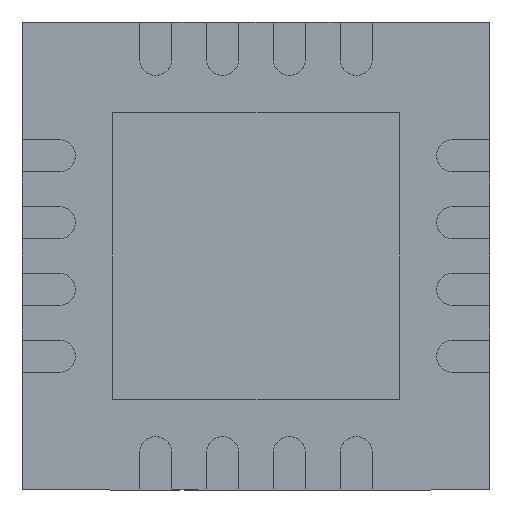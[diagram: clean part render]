
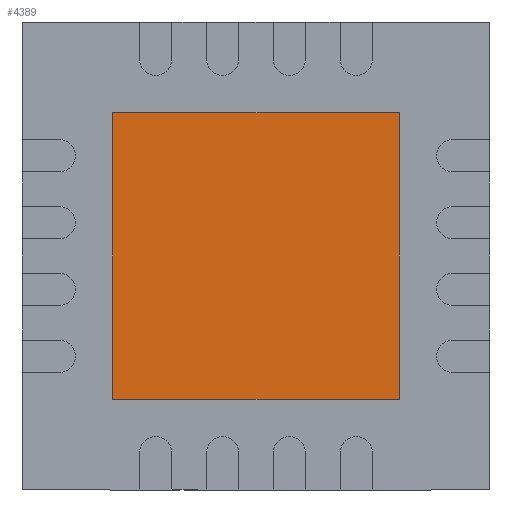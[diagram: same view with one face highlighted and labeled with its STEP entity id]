
A CAD part, front view. The second image highlights one B-rep face of the part: STEP entity #4389.
In plain terms, the highlighted planar face has unit normal (0, -1, 0).
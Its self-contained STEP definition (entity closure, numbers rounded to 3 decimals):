
#7 = EDGE_CURVE ( 'NONE', #4244, #5607, #1540, .T. ) ;
#16 = PLANE ( 'NONE',  #2598 ) ;
#87 = VECTOR ( 'NONE', #2023, 1000. ) ;
#115 = DIRECTION ( 'NONE',  ( 0., 0., -1. ) ) ;
#317 = LINE ( 'NONE', #3429, #2732 ) ;
#507 = CARTESIAN_POINT ( 'NONE',  ( 0., 0., 0. ) ) ;
#529 = FACE_OUTER_BOUND ( 'NONE', #2335, .T. ) ;
#656 = DIRECTION ( 'NONE',  ( 1., 0., 0. ) ) ;
#1318 = CARTESIAN_POINT ( 'NONE',  ( -1.07, 0., -1.07 ) ) ;
#1478 = CARTESIAN_POINT ( 'NONE',  ( -1.07, 0., 1.07 ) ) ;
#1540 = LINE ( 'NONE', #4165, #5380 ) ;
#1606 = LINE ( 'NONE', #3324, #87 ) ;
#2023 = DIRECTION ( 'NONE',  ( -1., 0., 0. ) ) ;
#2329 = VERTEX_POINT ( 'NONE', #1478 ) ;
#2335 = EDGE_LOOP ( 'NONE', ( #5214, #3261, #5654, #5752 ) ) ;
#2598 = AXIS2_PLACEMENT_3D ( 'NONE', #507, #2764, #115 ) ;
#2732 = VECTOR ( 'NONE', #4822, 1000. ) ;
#2764 = DIRECTION ( 'NONE',  ( 0., -1., 0. ) ) ;
#2969 = EDGE_CURVE ( 'NONE', #2329, #4244, #5246, .T. ) ;
#3174 = VERTEX_POINT ( 'NONE', #4098 ) ;
#3261 = ORIENTED_EDGE ( 'NONE', *, *, #7, .T. ) ;
#3324 = CARTESIAN_POINT ( 'NONE',  ( 1.07, 0., 1.07 ) ) ;
#3429 = CARTESIAN_POINT ( 'NONE',  ( 1.07, 0., -1.07 ) ) ;
#3585 = EDGE_CURVE ( 'NONE', #5607, #3174, #317, .T. ) ;
#3949 = CARTESIAN_POINT ( 'NONE',  ( 1.07, 0., -1.07 ) ) ;
#4098 = CARTESIAN_POINT ( 'NONE',  ( 1.07, 0., 1.07 ) ) ;
#4165 = CARTESIAN_POINT ( 'NONE',  ( 1.07, 0., -1.07 ) ) ;
#4244 = VERTEX_POINT ( 'NONE', #5695 ) ;
#4389 = ADVANCED_FACE ( 'NONE', ( #529 ), #16, .T. ) ;
#4493 = DIRECTION ( 'NONE',  ( 0., 0., -1. ) ) ;
#4580 = EDGE_CURVE ( 'NONE', #3174, #2329, #1606, .T. ) ;
#4747 = VECTOR ( 'NONE', #4493, 1000. ) ;
#4822 = DIRECTION ( 'NONE',  ( 0., 0., 1. ) ) ;
#5214 = ORIENTED_EDGE ( 'NONE', *, *, #2969, .T. ) ;
#5246 = LINE ( 'NONE', #1318, #4747 ) ;
#5380 = VECTOR ( 'NONE', #656, 1000. ) ;
#5607 = VERTEX_POINT ( 'NONE', #3949 ) ;
#5654 = ORIENTED_EDGE ( 'NONE', *, *, #3585, .T. ) ;
#5695 = CARTESIAN_POINT ( 'NONE',  ( -1.07, 0., -1.07 ) ) ;
#5752 = ORIENTED_EDGE ( 'NONE', *, *, #4580, .T. ) ;
